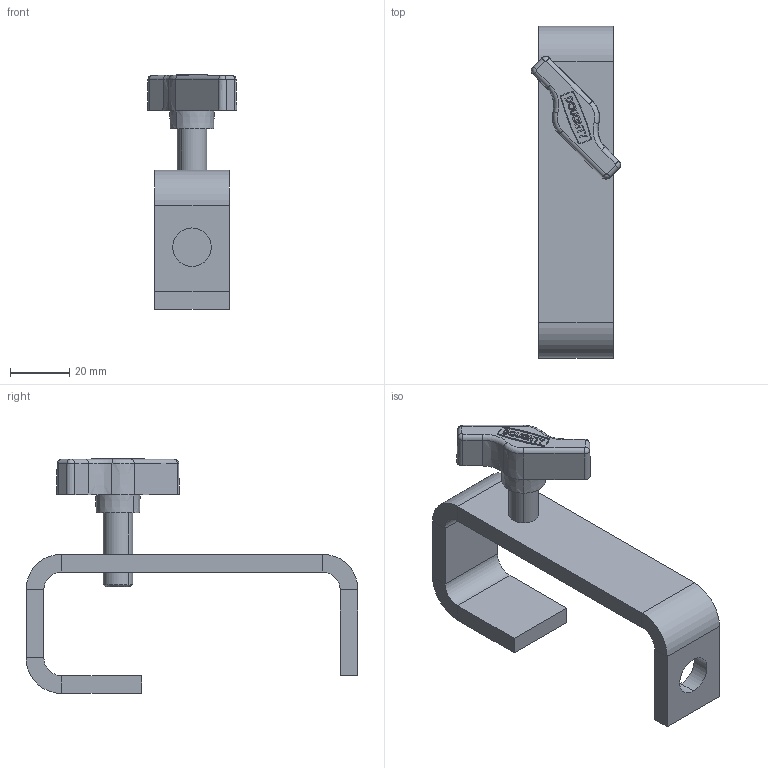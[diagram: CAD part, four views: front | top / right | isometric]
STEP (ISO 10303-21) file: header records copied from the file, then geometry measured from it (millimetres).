
FILE_DESCRIPTION (( 'STEP AP203' ), '1' );
FILE_NAME ('T20200.STEP', '2018-07-16T08:44:59', ( '' ), ( '' ), 'SwSTEP 2.0', 'SolidWorks 2016', '' );
FILE_SCHEMA (( 'CONFIG_CONTROL_DESIGN' ));
Length unit declared in the file: millimetre
Products named in the file (3): Doughty Knob_S0158; TH226; T20200
Assembly tree (2 placements, depth 2):
  T20200
    TH226
    Doughty Knob_S0158
Bounding box: 30.14 x 112 x 79.3 mm (x, y, z)
Volume: 38576.6 mm3; surface area: 16528.6 mm2
Topology: 2 solids, 2 shells, 160 faces, 389 edges, 246 vertices
Faces by surface type: plane 90, cylinder 50, cone 12, torus 8
Entity records: 4978 total; most frequent: DIRECTION 851, CARTESIAN_POINT 800, ORIENTED_EDGE 778, EDGE_CURVE 389, AXIS2_PLACEMENT_3D 297, VECTOR 257, LINE 257, VERTEX_POINT 246
